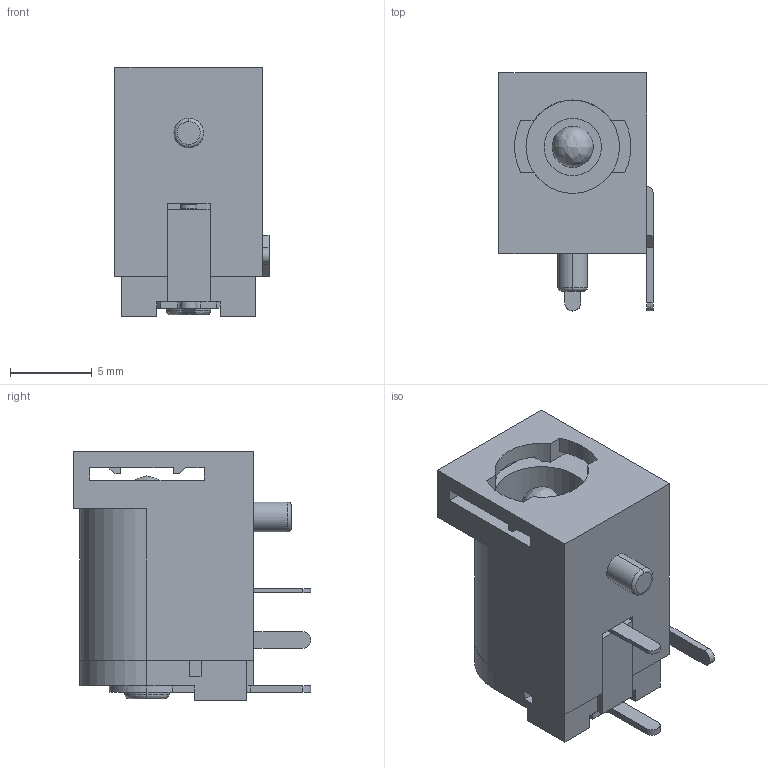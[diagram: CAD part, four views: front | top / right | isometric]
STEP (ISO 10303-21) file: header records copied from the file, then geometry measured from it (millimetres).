
FILE_DESCRIPTION (( 'STEP AP214' ), '1' );
FILE_NAME ('8110011A-BA0C-445C-8297-3052F0F29CFF.STEP', '2022-08-20T18:39:14', ( '' ), ( '' ), 'SwSTEP 2.0', 'SolidWorks 2022', '' );
FILE_SCHEMA (( 'AUTOMOTIVE_DESIGN' ));
Length unit declared in the file: millimetre
Products named in the file (1): 8110011A-BA0C-445C-8297-3052F0F29CFF
Bounding box: 9.4 x 14.5 x 15.2 mm (x, y, z)
Volume: 1017.1 mm3; surface area: 1417.8 mm2
Topology: 5 solids, 5 shells, 130 faces, 335 edges, 220 vertices
Faces by surface type: plane 93, cylinder 30, bspline 7
Entity records: 5551 total; most frequent: CARTESIAN_POINT 871, ORIENTED_EDGE 666, DIRECTION 641, EDGE_CURVE 333, LINE 257, VECTOR 257, VERTEX_POINT 220, AXIS2_PLACEMENT_3D 192
